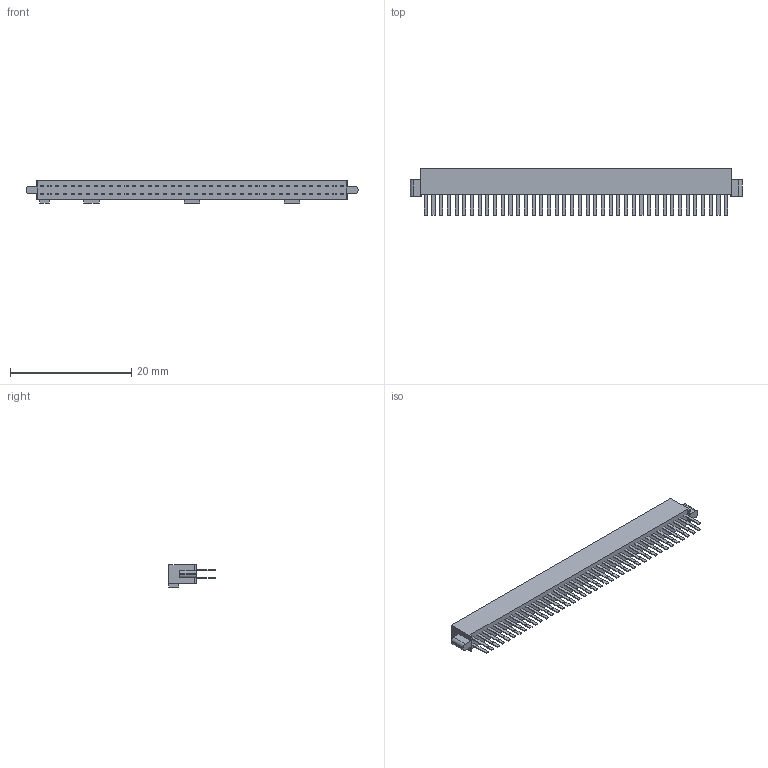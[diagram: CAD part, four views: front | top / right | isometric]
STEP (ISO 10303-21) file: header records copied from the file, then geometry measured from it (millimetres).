
FILE_DESCRIPTION( ( 'STEP AP214' ), '1' );
FILE_NAME( 'SFML-140-01-S-D.stp', '2019-07-08T21:56:44', ( '' ), ( '' ), ' ', 'PARTsolutions', ' ' );
FILE_SCHEMA( ( 'AUTOMOTIVE_DESIGN { 1 0 10303 214 1 1 1 1 }' ) );
Length unit declared in the file: inch
Products named in the file (3): SFML-140-01-S-D; _SFML-140-01-L-D_terminal; _C-40-01-D_pins
Assembly tree (2 placements, depth 2):
  SFML-140-01-S-D
    _SFML-140-01-L-D_terminal
    _C-40-01-D_pins
Bounding box: 54.74 x 7.62 x 3.68 mm (x, y, z)
Volume: 634.3 mm3; surface area: 1916.7 mm2
Topology: 2 solids, 2 shells, 840 faces, 2040 edges, 1360 vertices
Faces by surface type: plane 836, cylinder 4
Entity records: 30826 total; most frequent: CARTESIAN_POINT 4243, ORIENTED_EDGE 4080, DIRECTION 3734, EDGE_CURVE 2040, LINE 2032, VECTOR 2032, VERTEX_POINT 1360, EDGE_LOOP 996
